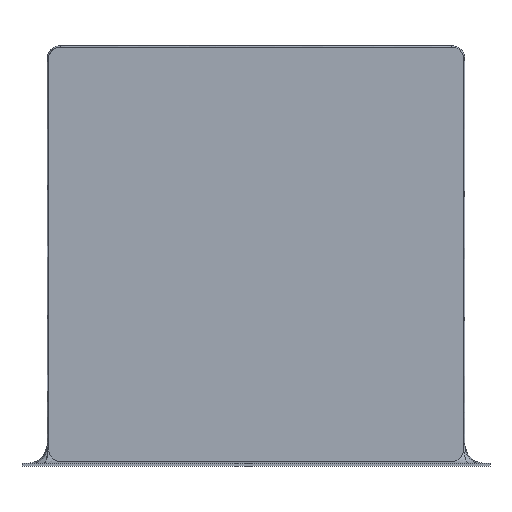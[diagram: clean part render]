
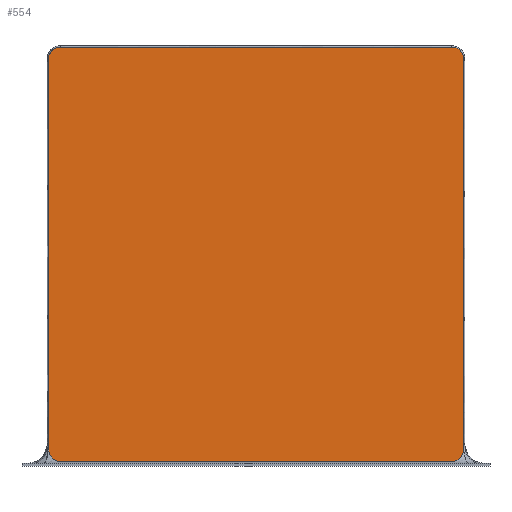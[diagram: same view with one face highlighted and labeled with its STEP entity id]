
A CAD part, left-side view. The second image highlights one B-rep face of the part: STEP entity #554.
In plain terms, the highlighted planar face has unit normal (-1, 0, 0).
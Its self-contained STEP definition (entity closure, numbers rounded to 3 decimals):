
#4 = CARTESIAN_POINT ( 'NONE',  ( 1.5, 1.219, 0.049 ) ) ;
#74 = AXIS2_PLACEMENT_3D ( 'NONE', #1000, #206, #1087 ) ;
#103 = DIRECTION ( 'NONE',  ( 0., 1., 0. ) ) ;
#111 = AXIS2_PLACEMENT_3D ( 'NONE', #2285, #1389, #103 ) ;
#160 = CARTESIAN_POINT ( 'NONE',  ( 1.5, -1.17, 2.509 ) ) ;
#162 = EDGE_CURVE ( 'NONE', #1235, #2086, #688, .T. ) ;
#206 = DIRECTION ( 'NONE',  ( 1., 0., 0. ) ) ;
#208 = VERTEX_POINT ( 'NONE', #263 ) ;
#233 = CIRCLE ( 'NONE', #1258, 0.07 ) ;
#262 = CARTESIAN_POINT ( 'NONE',  ( 1.5, 1.24, 2.439 ) ) ;
#263 = CARTESIAN_POINT ( 'NONE',  ( 1.5, 1.17, 0.029 ) ) ;
#313 = VERTEX_POINT ( 'NONE', #1163 ) ;
#328 = DIRECTION ( 'NONE',  ( 0., 1., 0. ) ) ;
#340 = LINE ( 'NONE', #160, #537 ) ;
#368 = VERTEX_POINT ( 'NONE', #262 ) ;
#374 = EDGE_CURVE ( 'NONE', #208, #1235, #1555, .T. ) ;
#456 = DIRECTION ( 'NONE',  ( 0., 1., 0. ) ) ;
#476 = EDGE_CURVE ( 'NONE', #1735, #845, #340, .T. ) ;
#527 = CARTESIAN_POINT ( 'NONE',  ( 1.5, 1.17, 2.509 ) ) ;
#537 = VECTOR ( 'NONE', #328, 1000. ) ;
#554 = ADVANCED_FACE ( 'NONE', ( #1297 ), #2223, .F. ) ;
#572 = AXIS2_PLACEMENT_3D ( 'NONE', #1335, #989, #456 ) ;
#578 = DIRECTION ( 'NONE',  ( 0., 1., 0. ) ) ;
#583 = EDGE_CURVE ( 'NONE', #368, #2086, #1334, .T. ) ;
#588 = CARTESIAN_POINT ( 'NONE',  ( 1.5, 0., 1.269 ) ) ;
#594 = ORIENTED_EDGE ( 'NONE', *, *, #1200, .F. ) ;
#655 = ORIENTED_EDGE ( 'NONE', *, *, #838, .F. ) ;
#688 = CIRCLE ( 'NONE', #572, 0.07 ) ;
#694 = DIRECTION ( 'NONE',  ( 0., 0., -1. ) ) ;
#723 = DIRECTION ( 'NONE',  ( 1., 0., 0. ) ) ;
#746 = VERTEX_POINT ( 'NONE', #884 ) ;
#777 = DIRECTION ( 'NONE',  ( 1., 0., 0. ) ) ;
#834 = CARTESIAN_POINT ( 'NONE',  ( 1.5, -1.17, 2.509 ) ) ;
#838 = EDGE_CURVE ( 'NONE', #1540, #746, #1043, .T. ) ;
#845 = VERTEX_POINT ( 'NONE', #527 ) ;
#884 = CARTESIAN_POINT ( 'NONE',  ( 1.5, -1.24, 0.099 ) ) ;
#923 = ORIENTED_EDGE ( 'NONE', *, *, #1255, .T. ) ;
#931 = DIRECTION ( 'NONE',  ( 0., 0., 1. ) ) ;
#971 = CARTESIAN_POINT ( 'NONE',  ( 1.5, -1.24, 2.439 ) ) ;
#986 = VECTOR ( 'NONE', #1886, 1000. ) ;
#989 = DIRECTION ( 'NONE',  ( 1., 0., 0. ) ) ;
#990 = AXIS2_PLACEMENT_3D ( 'NONE', #1625, #723, #2368 ) ;
#1000 = CARTESIAN_POINT ( 'NONE',  ( 1.5, -1.17, 2.439 ) ) ;
#1043 = LINE ( 'NONE', #2163, #2255 ) ;
#1087 = DIRECTION ( 'NONE',  ( 0., 1., 0. ) ) ;
#1094 = CARTESIAN_POINT ( 'NONE',  ( 1.5, 1.24, 0.099 ) ) ;
#1116 = CARTESIAN_POINT ( 'NONE',  ( 1.5, 1.17, 2.439 ) ) ;
#1117 = EDGE_LOOP ( 'NONE', ( #594, #1275, #1282, #1224, #1347, #1292, #923, #2193, #655 ) ) ;
#1163 = CARTESIAN_POINT ( 'NONE',  ( 1.5, -1.17, 0.029 ) ) ;
#1200 = EDGE_CURVE ( 'NONE', #1735, #1540, #1442, .T. ) ;
#1224 = ORIENTED_EDGE ( 'NONE', *, *, #583, .T. ) ;
#1235 = VERTEX_POINT ( 'NONE', #4 ) ;
#1255 = EDGE_CURVE ( 'NONE', #208, #313, #1639, .T. ) ;
#1257 = DIRECTION ( 'NONE',  ( 0., -1., 0. ) ) ;
#1258 = AXIS2_PLACEMENT_3D ( 'NONE', #1116, #2192, #578 ) ;
#1275 = ORIENTED_EDGE ( 'NONE', *, *, #476, .T. ) ;
#1282 = ORIENTED_EDGE ( 'NONE', *, *, #2008, .F. ) ;
#1287 = EDGE_CURVE ( 'NONE', #746, #313, #1756, .T. ) ;
#1292 = ORIENTED_EDGE ( 'NONE', *, *, #374, .F. ) ;
#1297 = FACE_OUTER_BOUND ( 'NONE', #1117, .T. ) ;
#1299 = CARTESIAN_POINT ( 'NONE',  ( 1.5, 1.17, 0.029 ) ) ;
#1334 = LINE ( 'NONE', #2070, #986 ) ;
#1335 = CARTESIAN_POINT ( 'NONE',  ( 1.5, 1.17, 0.099 ) ) ;
#1347 = ORIENTED_EDGE ( 'NONE', *, *, #162, .F. ) ;
#1389 = DIRECTION ( 'NONE',  ( 1., 0., 0. ) ) ;
#1441 = AXIS2_PLACEMENT_3D ( 'NONE', #588, #777, #931 ) ;
#1442 = CIRCLE ( 'NONE', #74, 0.07 ) ;
#1478 = VECTOR ( 'NONE', #1257, 1000. ) ;
#1540 = VERTEX_POINT ( 'NONE', #971 ) ;
#1555 = CIRCLE ( 'NONE', #111, 0.07 ) ;
#1625 = CARTESIAN_POINT ( 'NONE',  ( 1.5, -1.17, 0.099 ) ) ;
#1639 = LINE ( 'NONE', #1299, #1478 ) ;
#1735 = VERTEX_POINT ( 'NONE', #834 ) ;
#1756 = CIRCLE ( 'NONE', #990, 0.07 ) ;
#1886 = DIRECTION ( 'NONE',  ( 0., 0., -1. ) ) ;
#2008 = EDGE_CURVE ( 'NONE', #368, #845, #233, .T. ) ;
#2070 = CARTESIAN_POINT ( 'NONE',  ( 1.5, 1.24, 2.439 ) ) ;
#2086 = VERTEX_POINT ( 'NONE', #1094 ) ;
#2163 = CARTESIAN_POINT ( 'NONE',  ( 1.5, -1.24, 2.439 ) ) ;
#2192 = DIRECTION ( 'NONE',  ( 1., 0., 0. ) ) ;
#2193 = ORIENTED_EDGE ( 'NONE', *, *, #1287, .F. ) ;
#2223 = PLANE ( 'NONE',  #1441 ) ;
#2255 = VECTOR ( 'NONE', #694, 1000. ) ;
#2285 = CARTESIAN_POINT ( 'NONE',  ( 1.5, 1.17, 0.099 ) ) ;
#2368 = DIRECTION ( 'NONE',  ( 0., 1., 0. ) ) ;
